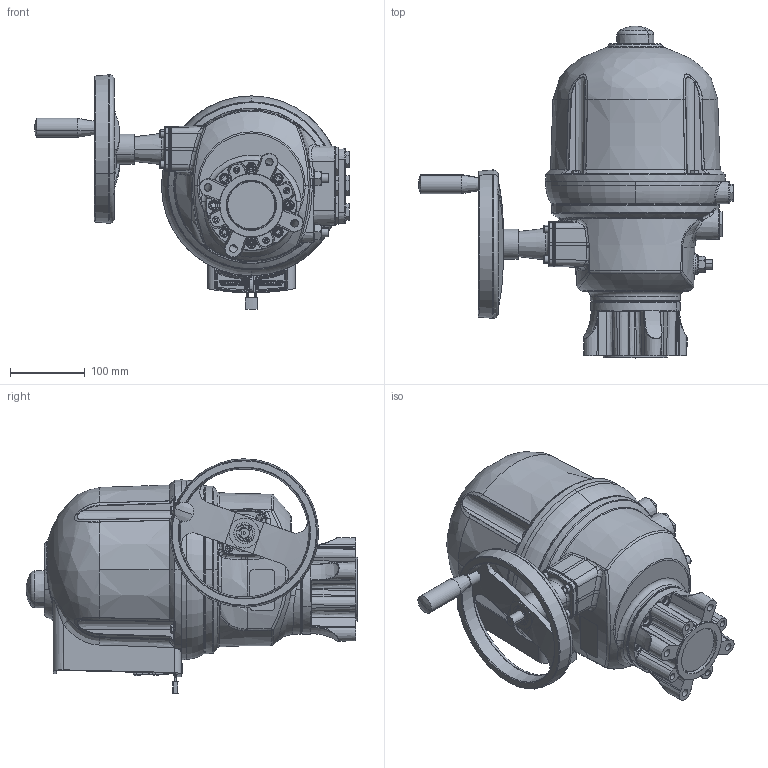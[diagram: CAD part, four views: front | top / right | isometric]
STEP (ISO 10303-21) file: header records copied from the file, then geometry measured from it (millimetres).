
FILE_DESCRIPTION (( 'STEP AP214' ), '1' );
FILE_NAME ('CD_02567_FR_EN.STEP', '2019-01-22T06:03:09', ( '' ), ( '' ), 'SwSTEP 2.0', 'SolidWorks 2017', '' );
FILE_SCHEMA (( 'AUTOMOTIVE_DESIGN' ));
Length unit declared in the file: millimetre
Products named in the file (1): CD_02567_FR_EN
Bounding box: 420.35 x 443 x 312.7 mm (x, y, z)
Surface area: 513003.6 mm2 (no closed solid volume)
Topology: 0 solids, 785 shells, 2817 faces, 12635 edges, 10371 vertices
Faces by surface type: plane 1007, bspline 613, cylinder 503, torus 379, cone 261, sphere 54
Entity records: 224316 total; most frequent: CARTESIAN_POINT 103091, ORIENTED_EDGE 16333, DIRECTION 16095, EDGE_CURVE 12504, VERTEX_POINT 10332, AXIS2_PLACEMENT_3D 5569, LINE 4957, VECTOR 4957
